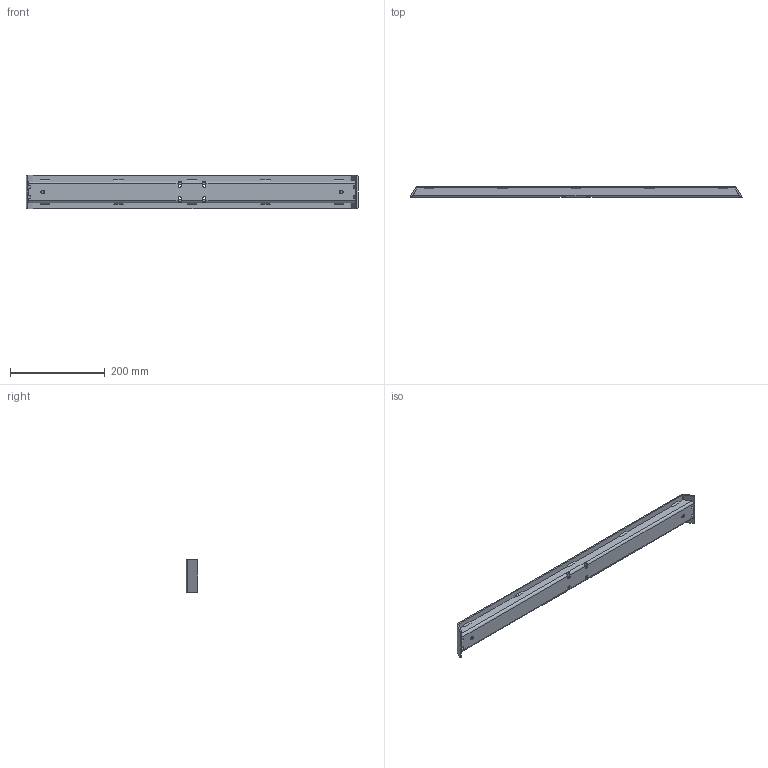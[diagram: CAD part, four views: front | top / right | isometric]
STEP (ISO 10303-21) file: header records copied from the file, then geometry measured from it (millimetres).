
FILE_DESCRIPTION((''),'2;1');
FILE_NAME('JC35TS-0274','2021-01-06T16:08:26',('sa'),('捷昌驱动'),'CREO PARAMETRIC BY PTC INC, 2018100','CREO PARAMETRIC BY PTC INC, 2018100','');
FILE_SCHEMA(('CONFIG_CONTROL_DESIGN'));
Length unit declared in the file: millimetre
Products named in the file (1): JC35TS-0274
Bounding box: 700 x 25 x 70 mm (x, y, z)
Volume: 309678.8 mm3; surface area: 209535.4 mm2
Topology: 1 solids, 13 shells, 92 faces, 328 edges, 232 vertices
Faces by surface type: plane 56, cylinder 36
Entity records: 3643 total; most frequent: CARTESIAN_POINT 673, ORIENTED_EDGE 608, DIRECTION 602, EDGE_CURVE 328, VERTEX_POINT 232, VECTOR 224, LINE 224, AXIS2_PLACEMENT_3D 189
